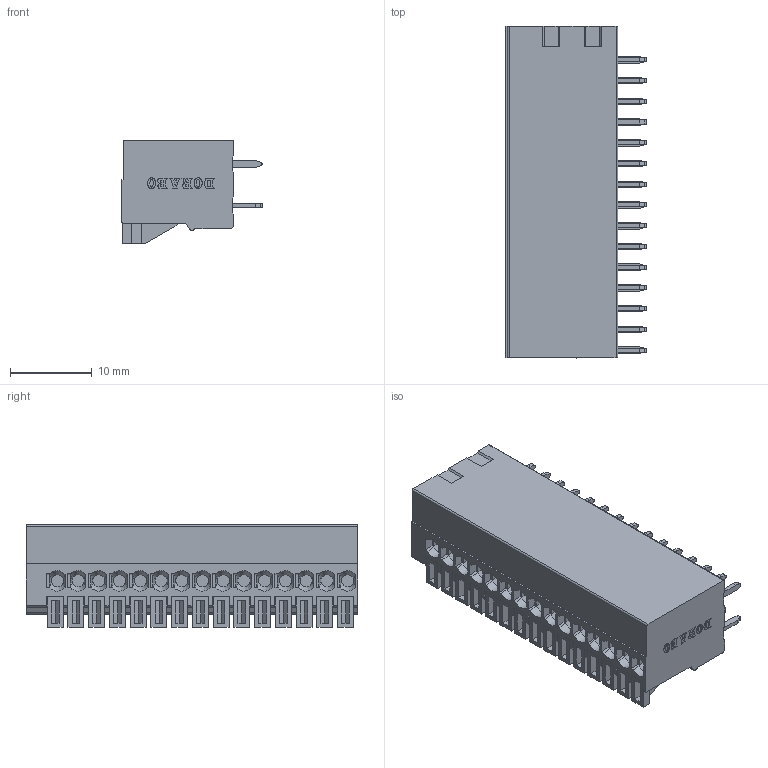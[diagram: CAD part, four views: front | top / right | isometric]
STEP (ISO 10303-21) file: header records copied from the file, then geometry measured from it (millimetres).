
FILE_DESCRIPTION((''),'2;1');
FILE_NAME('DB141V-254-1P','2023-07-11T',('86134'),(''),'PRO/ENGINEER BY PARAMETRIC TECHNOLOGY CORPORATION, 2010280','PRO/ENGINEER BY PARAMETRIC TECHNOLOGY CORPORATION, 2010280','');
FILE_SCHEMA(('CONFIG_CONTROL_DESIGN'));
Products named in the file (1): DB141V-254-1P
Bounding box: 17.2 x 40.64 x 12.6 mm (x, y, z)
Volume: 5567.3 mm3; surface area: 4144.4 mm2
Topology: 1 solids, 85 shells, 2174 faces, 5670 edges, 3740 vertices
Faces by surface type: plane 1659, cylinder 358, extrusion 120, cone 33, bspline 4
Entity records: 68925 total; most frequent: CARTESIAN_POINT 14837, ORIENTED_EDGE 11340, DIRECTION 10504, EDGE_CURVE 5670, VECTOR 4692, LINE 4572, VERTEX_POINT 3740, AXIS2_PLACEMENT_3D 2906
